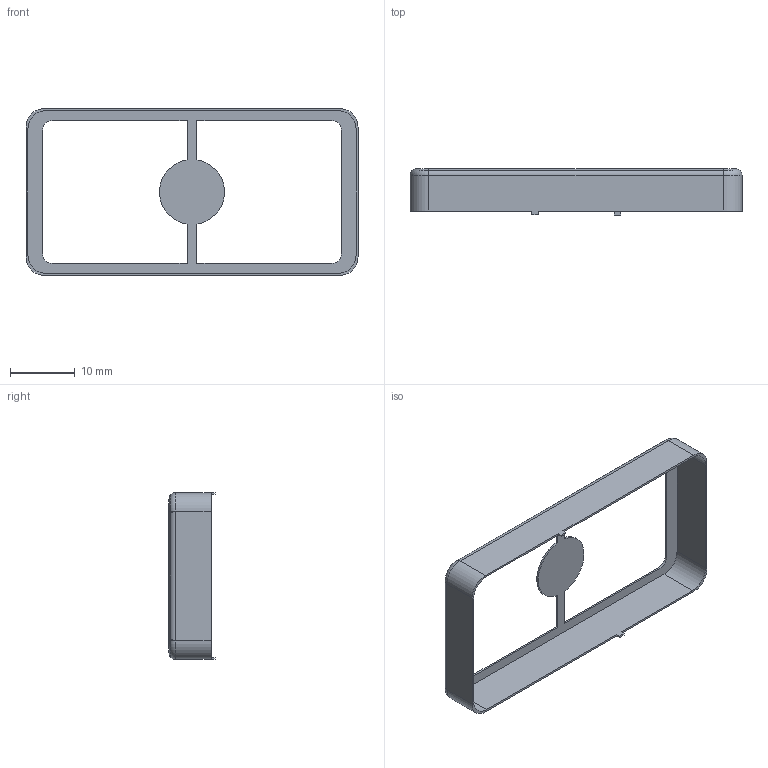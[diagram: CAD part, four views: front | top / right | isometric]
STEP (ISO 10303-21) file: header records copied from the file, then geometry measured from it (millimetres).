
FILE_DESCRIPTION(/* description */ (''),/* implementation_level */ '2;1');
FILE_NAME(/* name */ 'Shield_Masach_MS511-10_51.1x25.7x6.5mm_TH.step',/* time_stamp */ '2019-11-16T22:02:09+00:00',/* author */ (''),/* organization */ (''),/* preprocessor_version */ 'ST-DEVELOPER v18',/* originating_system */ 'Autodesk Translation Framework v8.6.0.1094',/* authorisation */ '');
FILE_SCHEMA (('AUTOMOTIVE_DESIGN { 1 0 10303 214 3 1 1 }'));
Length unit declared in the file: millimetre
Products named in the file (1): Shield_Masach_MS511-10_51.1x25.7x6.5mm_TH
Bounding box: 51.1 x 7.1 x 25.7 mm (x, y, z)
Volume: 370.2 mm3; surface area: 2653.7 mm2
Topology: 1 solids, 1 shells, 50 faces, 136 edges, 88 vertices
Faces by surface type: plane 28, cylinder 18, torus 4
Entity records: 1624 total; most frequent: DIRECTION 278, CARTESIAN_POINT 275, ORIENTED_EDGE 272, EDGE_CURVE 136, LINE 96, VECTOR 96, AXIS2_PLACEMENT_3D 91, VERTEX_POINT 88
